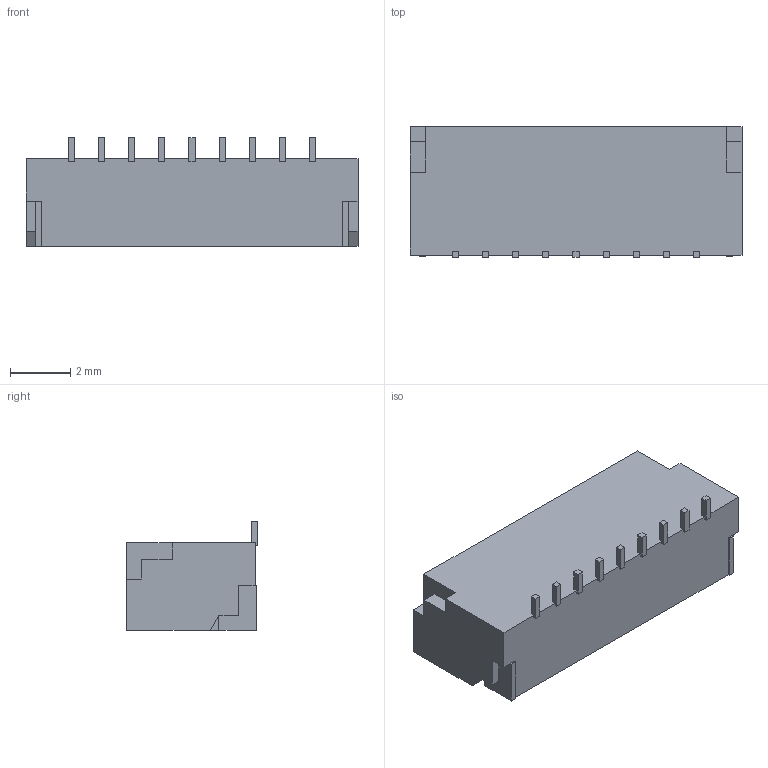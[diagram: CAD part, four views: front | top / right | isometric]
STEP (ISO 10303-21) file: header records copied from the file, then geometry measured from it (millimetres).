
FILE_DESCRIPTION (( 'STEP AP214' ), '1' );
FILE_NAME ('JST BM09B-SRSS-TB.STEP', '2020-08-15T08:39:33', ( '' ), ( '' ), 'SwSTEP 2.0', 'SolidWorks 2020', '' );
FILE_SCHEMA (( 'AUTOMOTIVE_DESIGN' ));
Length unit declared in the file: millimetre
Products named in the file (1): JST BM09B-SRSS-TB
Bounding box: 11 x 4.32 x 3.6 mm (x, y, z)
Volume: 75 mm3; surface area: 279.4 mm2
Topology: 1 solids, 1 shells, 148 faces, 404 edges, 268 vertices
Faces by surface type: plane 148
Entity records: 5039 total; most frequent: CARTESIAN_POINT 821, ORIENTED_EDGE 808, DIRECTION 702, LINE 404, EDGE_CURVE 404, VECTOR 404, VERTEX_POINT 268, EDGE_LOOP 158
